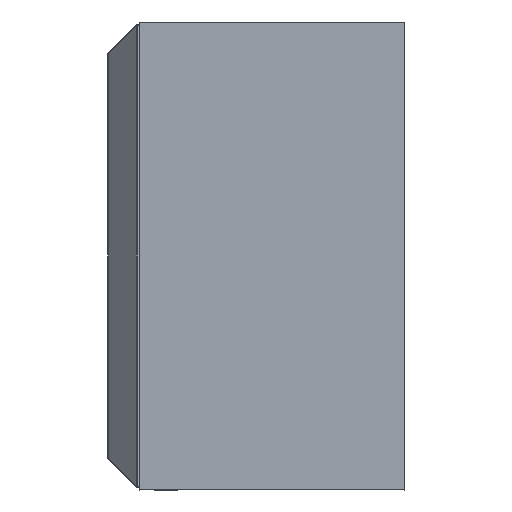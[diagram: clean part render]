
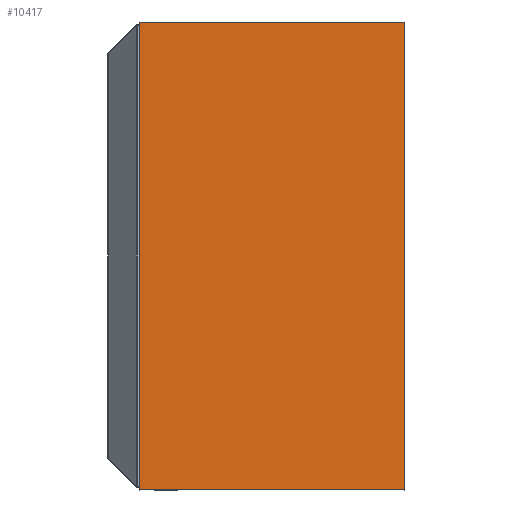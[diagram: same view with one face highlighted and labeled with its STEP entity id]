
A CAD part, left-side view. The second image highlights one B-rep face of the part: STEP entity #10417.
In plain terms, the highlighted planar face has unit normal (-1, 0, 0).
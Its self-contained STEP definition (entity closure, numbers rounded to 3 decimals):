
#230 = DIRECTION ( 'NONE',  ( 0., 0., 1. ) ) ;
#834 = DIRECTION ( 'NONE',  ( 1., 0., 0. ) ) ;
#2256 = VERTEX_POINT ( 'NONE', #28706 ) ;
#2975 = LINE ( 'NONE', #32780, #10870 ) ;
#3009 = EDGE_LOOP ( 'NONE', ( #13529, #32941, #4729, #19812 ) ) ;
#3972 = VECTOR ( 'NONE', #26742, 1000. ) ;
#4729 = ORIENTED_EDGE ( 'NONE', *, *, #12459, .F. ) ;
#6652 = VECTOR ( 'NONE', #14071, 1000. ) ;
#7580 = LINE ( 'NONE', #28847, #6652 ) ;
#9930 = VECTOR ( 'NONE', #29925, 1000. ) ;
#10417 = ADVANCED_FACE ( 'NONE', ( #25767 ), #12649, .F. ) ;
#10870 = VECTOR ( 'NONE', #230, 1000. ) ;
#10878 = VERTEX_POINT ( 'NONE', #16239 ) ;
#12459 = EDGE_CURVE ( 'NONE', #37861, #18755, #2975, .T. ) ;
#12465 = EDGE_CURVE ( 'NONE', #18755, #2256, #18737, .T. ) ;
#12649 = PLANE ( 'NONE',  #26680 ) ;
#13529 = ORIENTED_EDGE ( 'NONE', *, *, #26726, .T. ) ;
#14071 = DIRECTION ( 'NONE',  ( 0., 0., 1. ) ) ;
#16239 = CARTESIAN_POINT ( 'NONE',  ( -57.4, 0., -15. ) ) ;
#17657 = CARTESIAN_POINT ( 'NONE',  ( -57.4, 17., 15. ) ) ;
#17752 = CARTESIAN_POINT ( 'NONE',  ( -57.4, 17., -15. ) ) ;
#18616 = CARTESIAN_POINT ( 'NONE',  ( -57.4, 17., -15. ) ) ;
#18737 = LINE ( 'NONE', #26927, #9930 ) ;
#18755 = VERTEX_POINT ( 'NONE', #17657 ) ;
#19812 = ORIENTED_EDGE ( 'NONE', *, *, #25542, .T. ) ;
#21590 = DIRECTION ( 'NONE',  ( 0., 0., -1. ) ) ;
#23758 = CARTESIAN_POINT ( 'NONE',  ( -57.4, 17., -15. ) ) ;
#25542 = EDGE_CURVE ( 'NONE', #37861, #10878, #35547, .T. ) ;
#25767 = FACE_OUTER_BOUND ( 'NONE', #3009, .T. ) ;
#26680 = AXIS2_PLACEMENT_3D ( 'NONE', #18616, #834, #21590 ) ;
#26726 = EDGE_CURVE ( 'NONE', #10878, #2256, #7580, .T. ) ;
#26742 = DIRECTION ( 'NONE',  ( 0., -1., 0. ) ) ;
#26927 = CARTESIAN_POINT ( 'NONE',  ( -57.4, 17., 15. ) ) ;
#28706 = CARTESIAN_POINT ( 'NONE',  ( -57.4, 0., 15. ) ) ;
#28847 = CARTESIAN_POINT ( 'NONE',  ( -57.4, 0., -15. ) ) ;
#29925 = DIRECTION ( 'NONE',  ( 0., -1., 0. ) ) ;
#32780 = CARTESIAN_POINT ( 'NONE',  ( -57.4, 17., -15. ) ) ;
#32941 = ORIENTED_EDGE ( 'NONE', *, *, #12465, .F. ) ;
#35547 = LINE ( 'NONE', #23758, #3972 ) ;
#37861 = VERTEX_POINT ( 'NONE', #17752 ) ;
